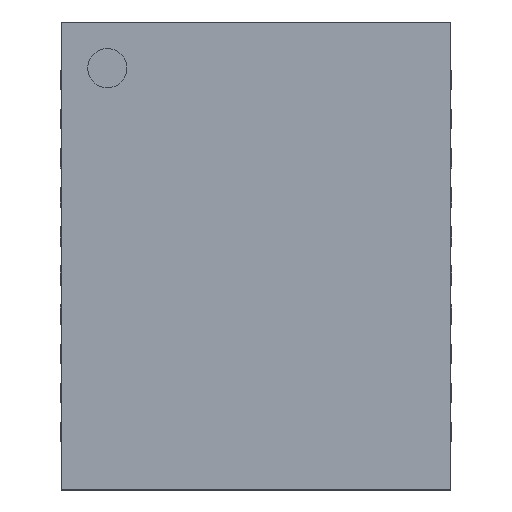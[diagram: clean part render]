
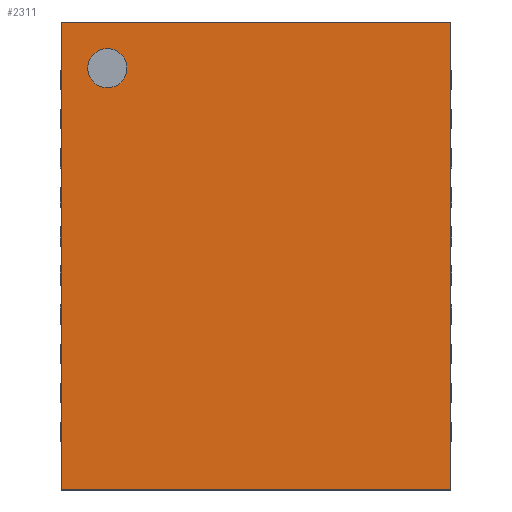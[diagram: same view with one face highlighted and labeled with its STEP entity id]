
A CAD part, top view. The second image highlights one B-rep face of the part: STEP entity #2311.
In plain terms, the highlighted planar face has unit normal (0, 0, 1).
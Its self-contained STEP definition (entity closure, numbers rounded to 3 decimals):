
#13=DIRECTION('',(0.,0.,1.));
#96=DIRECTION('',(0.,0.,-1.));
#153=VECTOR('',#154,1.);
#154=DIRECTION('',(0.,-1.,0.));
#160=VECTOR('',#161,1.);
#161=DIRECTION('',(1.,0.,0.));
#658=VERTEX_POINT('',#659);
#659=CARTESIAN_POINT('',(-2.49,2.99,0.92));
#661=ORIENTED_EDGE('',*,*,#662,.T.);
#662=EDGE_CURVE('',#658,#663,#665,.T.);
#663=VERTEX_POINT('',#664);
#664=CARTESIAN_POINT('',(-2.49,-2.99,0.92));
#665=LINE('',#659,#153);
#845=VERTEX_POINT('',#846);
#846=CARTESIAN_POINT('',(2.49,2.99,0.92));
#849=EDGE_CURVE('',#845,#850,#852,.T.);
#850=VERTEX_POINT('',#851);
#851=CARTESIAN_POINT('',(2.49,-2.99,0.92));
#852=LINE('',#846,#153);
#1023=ORIENTED_EDGE('',*,*,#1024,.F.);
#1024=EDGE_CURVE('',#658,#845,#1025,.T.);
#1025=LINE('',#659,#160);
#2231=EDGE_CURVE('',#663,#850,#2232,.T.);
#2232=LINE('',#664,#160);
#2311=ADVANCED_FACE('',(#2312,#2316),#2325,.T.);
#2312=FACE_BOUND('',#2313,.T.);
#2313=EDGE_LOOP('',(#1023,#661,#2314,#2315));
#2314=ORIENTED_EDGE('',*,*,#2231,.T.);
#2315=ORIENTED_EDGE('',*,*,#849,.F.);
#2316=FACE_BOUND('',#2317,.T.);
#2317=EDGE_LOOP('',(#2318));
#2318=ORIENTED_EDGE('',*,*,#2319,.T.);
#2319=EDGE_CURVE('',#2320,#2320,#2322,.T.);
#2320=VERTEX_POINT('',#2321);
#2321=CARTESIAN_POINT('',(-1.9,2.15,0.92));
#2322=CIRCLE('',#2323,0.25);
#2323=AXIS2_PLACEMENT_3D('',#2324,#96,#154);
#2324=CARTESIAN_POINT('',(-1.9,2.4,0.92));
#2325=PLANE('',#2326);
#2326=AXIS2_PLACEMENT_3D('',#659,#13,#154);
